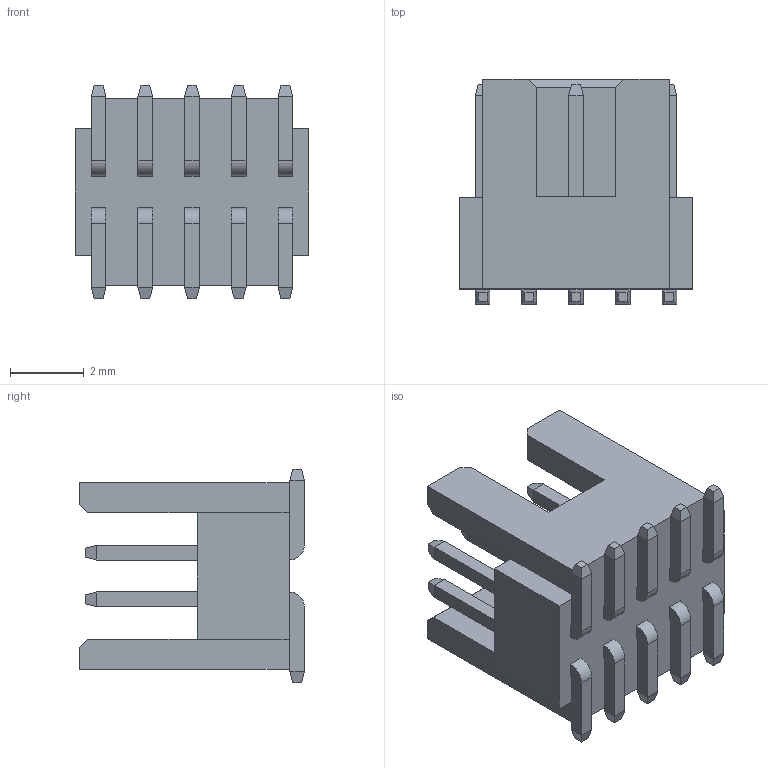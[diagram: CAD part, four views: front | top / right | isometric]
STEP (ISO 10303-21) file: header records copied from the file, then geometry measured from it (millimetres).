
FILE_DESCRIPTION (( 'STEP AP214' ), '1' );
FILE_NAME ('BD125-10-A-0305-0580-L-B.STEP', '2023-06-01T03:58:59', ( '' ), ( '' ), 'SwSTEP 2.0', 'SolidWorks 2021', '' );
FILE_SCHEMA (( 'AUTOMOTIVE_DESIGN' ));
Length unit declared in the file: millimetre
Products named in the file (1): BD125-10-A-0305-0580-L-B
Bounding box: 6.35 x 6.12 x 5.8 mm (x, y, z)
Volume: 104.7 mm3; surface area: 346.4 mm2
Topology: 11 solids, 11 shells, 247 faces, 589 edges, 364 vertices
Faces by surface type: plane 227, cylinder 20
Entity records: 7079 total; most frequent: CARTESIAN_POINT 1201, ORIENTED_EDGE 1178, DIRECTION 1125, EDGE_CURVE 589, VECTOR 549, LINE 549, VERTEX_POINT 364, AXIS2_PLACEMENT_3D 288
